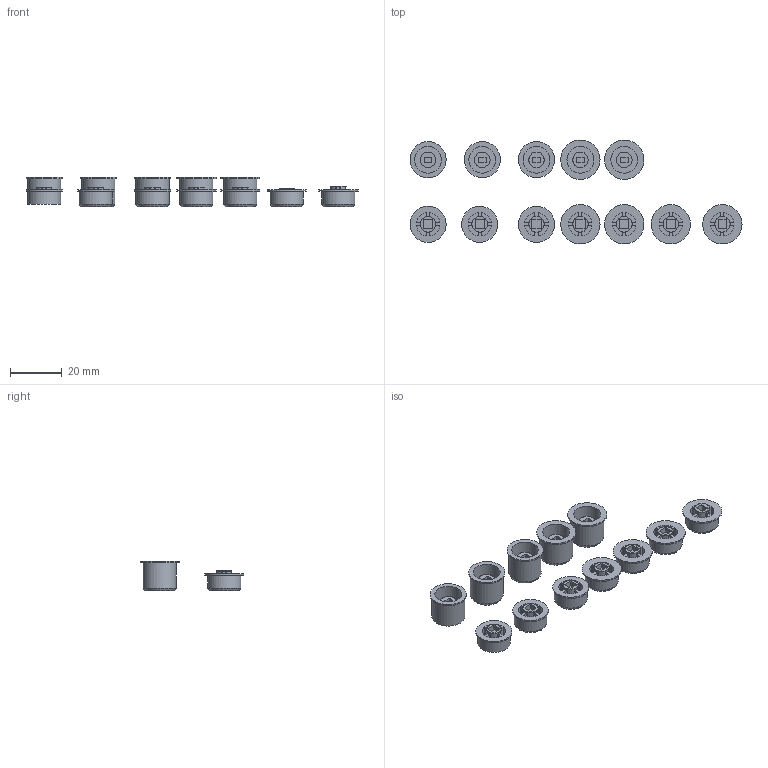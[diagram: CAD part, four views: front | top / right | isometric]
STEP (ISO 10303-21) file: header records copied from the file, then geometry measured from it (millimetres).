
FILE_DESCRIPTION(/* description */ (''),/* implementation_level */ '2;1');
FILE_NAME(/* name */ 'button caps v1.step',/* time_stamp */ '2020-11-20T07:38:20-07:00',/* author */ (''),/* organization */ (''),/* preprocessor_version */ 'ST-DEVELOPER v18.1',/* originating_system */ 'Autodesk Translation Framework v9.3.0.1241',/* authorisation */ '');
FILE_SCHEMA (('AUTOMOTIVE_DESIGN { 1 0 10303 214 3 1 1 }'));
Length unit declared in the file: millimetre
Products named in the file (1): button caps
Bounding box: 128.6 x 40.2 x 11.6 mm (x, y, z)
Volume: 10115.9 mm3; surface area: 13440.8 mm2
Topology: 13 solids, 13 shells, 820 faces, 2197 edges, 1461 vertices
Faces by surface type: plane 483, cylinder 168, bspline 158, cone 11
Full cylindrical faces by diameter (mm): 3.635 x2, 7.635 x2, 10.4 x6, 12.8 x13, 14 x6, 15.2 x7
Entity records: 26981 total; most frequent: CARTESIAN_POINT 7165, ORIENTED_EDGE 4394, DIRECTION 3554, EDGE_CURVE 2197, LINE 1534, VECTOR 1534, VERTEX_POINT 1461, AXIS2_PLACEMENT_3D 1010
